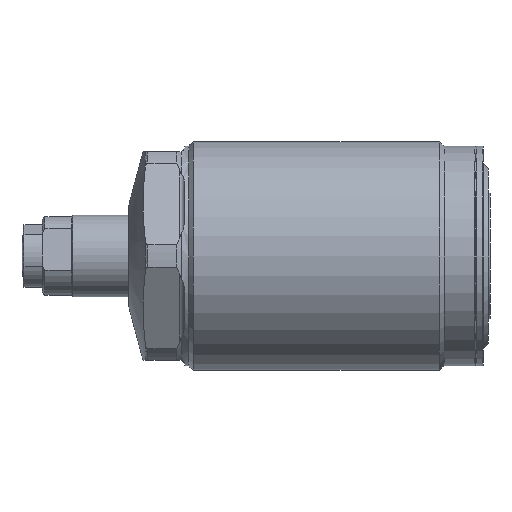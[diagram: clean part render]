
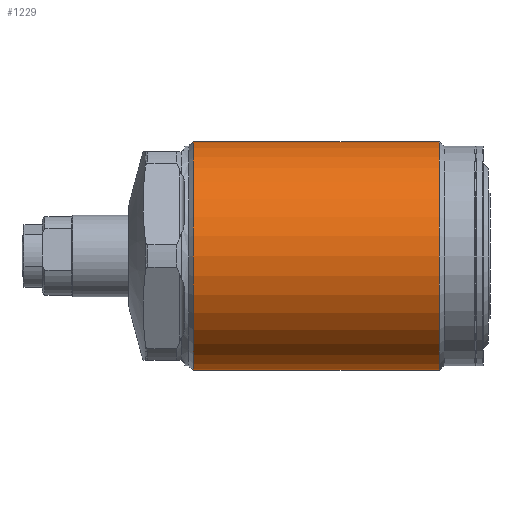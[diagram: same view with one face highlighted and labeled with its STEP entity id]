
A CAD part, left-side view. The second image highlights one B-rep face of the part: STEP entity #1229.
In plain terms, the highlighted cylindrical face has radius 22.5 mm (diameter 45 mm), a partial arc.
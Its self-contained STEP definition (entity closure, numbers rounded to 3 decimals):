
#80 = DIRECTION ( 'NONE',  ( 0., 0., -1. ) ) ;
#192 = CARTESIAN_POINT ( 'NONE',  ( 0., 11.45, -22.5 ) ) ;
#301 = AXIS2_PLACEMENT_3D ( 'NONE', #460, #2534, #763 ) ;
#319 = VERTEX_POINT ( 'NONE', #1383 ) ;
#406 = FACE_OUTER_BOUND ( 'NONE', #2332, .T. ) ;
#460 = CARTESIAN_POINT ( 'NONE',  ( 0., 59.8, 0. ) ) ;
#541 = EDGE_CURVE ( 'NONE', #319, #3193, #1206, .T. ) ;
#614 = ORIENTED_EDGE ( 'NONE', *, *, #1596, .T. ) ;
#733 = CARTESIAN_POINT ( 'NONE',  ( 0., -9.087, 0. ) ) ;
#763 = DIRECTION ( 'NONE',  ( 0., 0., -1. ) ) ;
#772 = DIRECTION ( 'NONE',  ( 0., -1., 0. ) ) ;
#848 = EDGE_CURVE ( 'NONE', #918, #3193, #1250, .T. ) ;
#917 = LINE ( 'NONE', #1448, #1605 ) ;
#918 = VERTEX_POINT ( 'NONE', #2287 ) ;
#966 = CIRCLE ( 'NONE', #301, 22.5 ) ;
#1206 = CIRCLE ( 'NONE', #2659, 22.5 ) ;
#1229 = ADVANCED_FACE ( 'NONE', ( #406 ), #3297, .T. ) ;
#1246 = AXIS2_PLACEMENT_3D ( 'NONE', #733, #1334, #2815 ) ;
#1250 = LINE ( 'NONE', #3142, #1928 ) ;
#1334 = DIRECTION ( 'NONE',  ( 0., -1., 0. ) ) ;
#1383 = CARTESIAN_POINT ( 'NONE',  ( 0., 11.45, 22.5 ) ) ;
#1448 = CARTESIAN_POINT ( 'NONE',  ( 0., -9.087, 22.5 ) ) ;
#1596 = EDGE_CURVE ( 'NONE', #3784, #918, #966, .T. ) ;
#1605 = VECTOR ( 'NONE', #3850, 1000. ) ;
#1843 = DIRECTION ( 'NONE',  ( 0., -1., 0. ) ) ;
#1896 = EDGE_CURVE ( 'NONE', #3784, #319, #917, .T. ) ;
#1928 = VECTOR ( 'NONE', #772, 1000. ) ;
#1966 = CARTESIAN_POINT ( 'NONE',  ( 0., 59.8, 22.5 ) ) ;
#2287 = CARTESIAN_POINT ( 'NONE',  ( 0., 59.8, -22.5 ) ) ;
#2332 = EDGE_LOOP ( 'NONE', ( #2445, #614, #3456, #3492 ) ) ;
#2445 = ORIENTED_EDGE ( 'NONE', *, *, #1896, .F. ) ;
#2534 = DIRECTION ( 'NONE',  ( 0., -1., 0. ) ) ;
#2659 = AXIS2_PLACEMENT_3D ( 'NONE', #3661, #1843, #80 ) ;
#2815 = DIRECTION ( 'NONE',  ( 0., 0., -1. ) ) ;
#3142 = CARTESIAN_POINT ( 'NONE',  ( 0., -9.087, -22.5 ) ) ;
#3193 = VERTEX_POINT ( 'NONE', #192 ) ;
#3297 = CYLINDRICAL_SURFACE ( 'NONE', #1246, 22.5 ) ;
#3456 = ORIENTED_EDGE ( 'NONE', *, *, #848, .T. ) ;
#3492 = ORIENTED_EDGE ( 'NONE', *, *, #541, .F. ) ;
#3661 = CARTESIAN_POINT ( 'NONE',  ( 0., 11.45, 0. ) ) ;
#3784 = VERTEX_POINT ( 'NONE', #1966 ) ;
#3850 = DIRECTION ( 'NONE',  ( 0., -1., 0. ) ) ;
